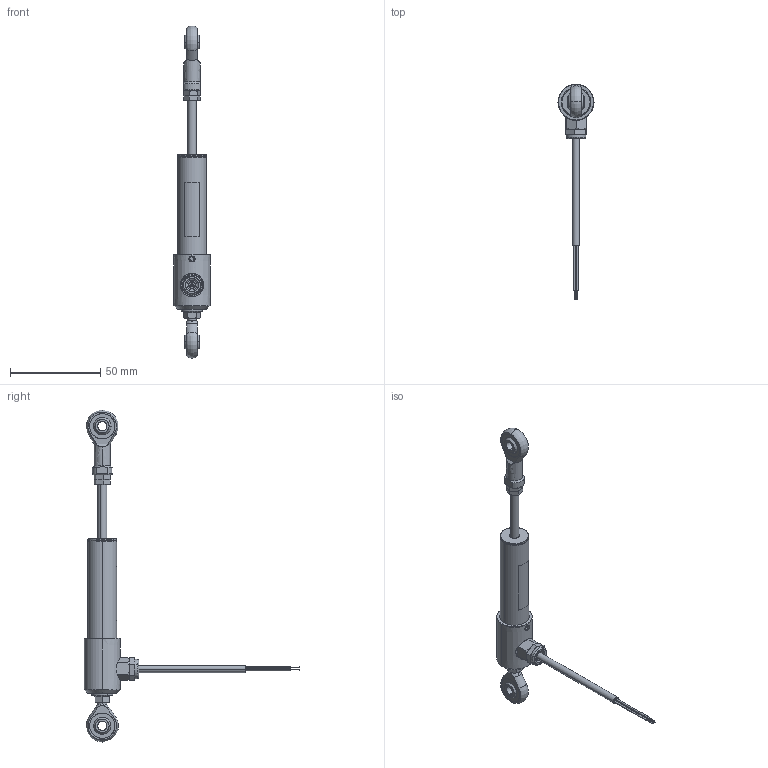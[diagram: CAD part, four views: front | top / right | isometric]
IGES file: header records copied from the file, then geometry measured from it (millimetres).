
Start section: SolidWorks IGES file using analytic representation for surfaces
Global section: file name: 2_Versuch_TX2_L25.IGS; native system: SolidWorks 2010; preprocessor: SolidWorks 2010; author: Konstantinidis; date: 110114.101147; units: millimetre
Bounding box: 20 x 119.6 x 184.27 mm (x, y, z)
Surface area: 11727.2 mm2 (no closed solid volume)
Topology: 0 solids, 0 shells, 242 faces, 3150 edges, 3150 vertices
Faces by surface type: revolution 132, bspline 110
